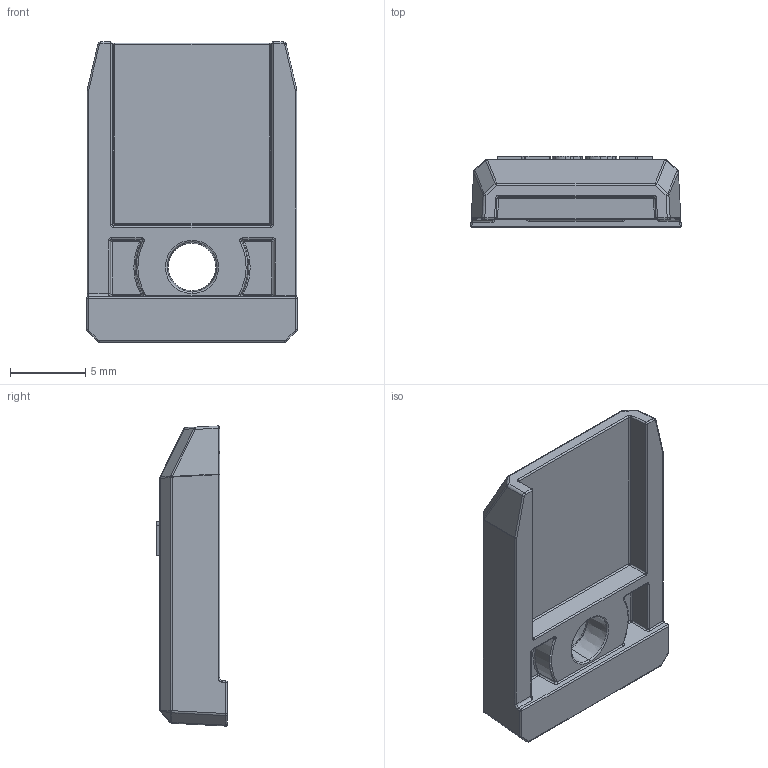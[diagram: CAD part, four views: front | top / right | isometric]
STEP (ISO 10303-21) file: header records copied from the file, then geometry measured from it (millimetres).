
FILE_DESCRIPTION(/* description */ ('Alibre Inc.'),/* implementation_level */ '2;1');
FILE_NAME(/* name */ 'export-066317E8-9979-4540-A8E0-8F815689D65E',/* time_stamp */ '2023-04-21T17:00:56+02:00',/* author */ (''),/* organization */ (''),/* preprocessor_version */ 'ST-DEVELOPER v17',/* originating_system */ 'Alibre',/* authorisation */ '');
FILE_SCHEMA (('AUTOMOTIVE_DESIGN'));
Length unit declared in the file: millimetre
Products named in the file (1): Z-100150_16100001X_BANDEND Bandendekappen_10mm
Bounding box: 13.99 x 4.7 x 19.96 mm (x, y, z)
Volume: 753.5 mm3; surface area: 875.8 mm2
Topology: 1 solids, 1 shells, 293 faces, 710 edges, 406 vertices
Faces by surface type: cylinder 90, plane 73, bspline 68, sphere 42, torus 14, cone 6
Entity records: 8652 total; most frequent: CARTESIAN_POINT 2507, ORIENTED_EDGE 1378, DIRECTION 1101, EDGE_CURVE 689, AXIS2_PLACEMENT_3D 436, VERTEX_POINT 406, VECTOR 316, LINE 316
